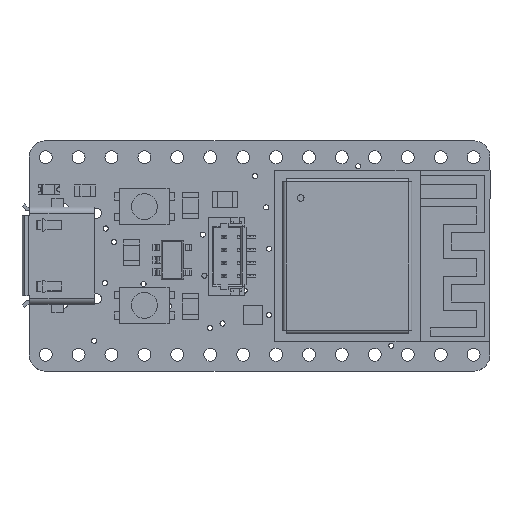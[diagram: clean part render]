
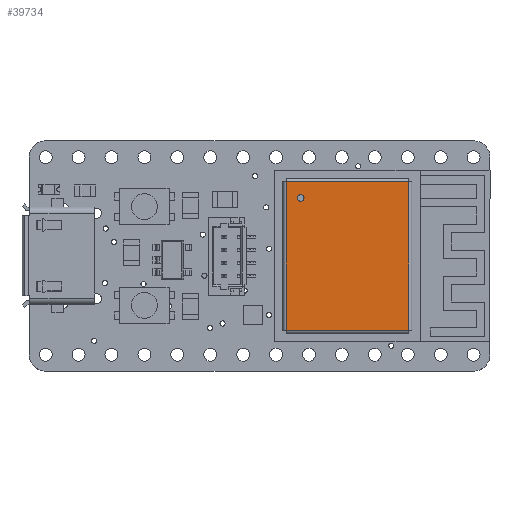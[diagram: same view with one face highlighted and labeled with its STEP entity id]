
A CAD part, top view. The second image highlights one B-rep face of the part: STEP entity #39734.
In plain terms, the highlighted planar face has unit normal (0, 0, 1).
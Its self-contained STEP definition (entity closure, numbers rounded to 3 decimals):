
#472=FACE_BOUND('',#4454,.T.);
#945=CIRCLE('',#42562,0.25);
#2113=FACE_OUTER_BOUND('',#4453,.T.);
#4453=EDGE_LOOP('',(#29131,#29132,#29133,#29134));
#4454=EDGE_LOOP('',(#29135));
#7579=LINE('',#58917,#12555);
#7580=LINE('',#58918,#12556);
#7581=LINE('',#58919,#12557);
#7582=LINE('',#58920,#12558);
#12555=VECTOR('',#48094,1000.);
#12556=VECTOR('',#48095,1000.);
#12557=VECTOR('',#48096,1000.);
#12558=VECTOR('',#48097,1000.);
#17226=VERTEX_POINT('',#58809);
#17232=VERTEX_POINT('',#58823);
#17242=VERTEX_POINT('',#58849);
#17252=VERTEX_POINT('',#58875);
#17262=VERTEX_POINT('',#58901);
#21556=EDGE_CURVE('',#17226,#17226,#945,.T.);
#21609=EDGE_CURVE('',#17252,#17262,#7579,.T.);
#21610=EDGE_CURVE('',#17262,#17232,#7580,.T.);
#21611=EDGE_CURVE('',#17232,#17242,#7581,.T.);
#21612=EDGE_CURVE('',#17242,#17252,#7582,.T.);
#29131=ORIENTED_EDGE('',*,*,#21609,.T.);
#29132=ORIENTED_EDGE('',*,*,#21610,.T.);
#29133=ORIENTED_EDGE('',*,*,#21611,.T.);
#29134=ORIENTED_EDGE('',*,*,#21612,.T.);
#29135=ORIENTED_EDGE('',*,*,#21556,.F.);
#36782=PLANE('',#42591);
#39734=ADVANCED_FACE('',(#2113,#472),#36782,.F.);
#42562=AXIS2_PLACEMENT_3D('',#58811,#47998,#47999);
#42591=AXIS2_PLACEMENT_3D('',#58916,#48092,#48093);
#47998=DIRECTION('center_axis',(0.,0.,1.));
#47999=DIRECTION('ref_axis',(0.,-1.,0.));
#48092=DIRECTION('center_axis',(0.,0.,-1.));
#48093=DIRECTION('ref_axis',(0.,1.,0.));
#48094=DIRECTION('',(0.,1.,0.));
#48095=DIRECTION('',(-1.,0.,0.));
#48096=DIRECTION('',(0.,-1.,0.));
#48097=DIRECTION('',(1.,0.,0.));
#58809=CARTESIAN_POINT('',(-4.47,-3.174,2.55));
#58811=CARTESIAN_POINT('Origin',(-4.47,-3.424,2.55));
#58823=CARTESIAN_POINT('',(-5.72,4.896,2.55));
#58849=CARTESIAN_POINT('',(-5.72,-4.554,2.55));
#58875=CARTESIAN_POINT('',(5.73,-4.554,2.55));
#58901=CARTESIAN_POINT('',(5.73,4.896,2.55));
#58916=CARTESIAN_POINT('Origin',(0.005,2.876,2.55));
#58917=CARTESIAN_POINT('',(5.73,2.876,2.55));
#58918=CARTESIAN_POINT('',(0.005,4.896,2.55));
#58919=CARTESIAN_POINT('',(-5.72,2.876,2.55));
#58920=CARTESIAN_POINT('',(0.005,-4.554,2.55));
